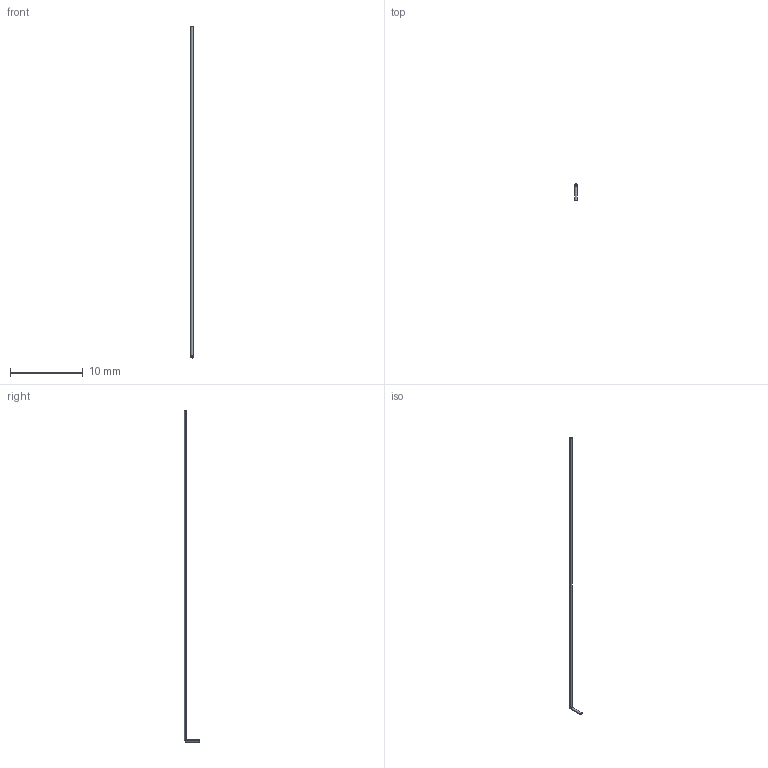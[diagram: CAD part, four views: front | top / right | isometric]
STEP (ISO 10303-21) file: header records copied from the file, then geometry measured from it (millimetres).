
FILE_DESCRIPTION((('zoo.dev export')), '2;1');
FILE_NAME('dump.step', '2026-02-13T00:36:59.571562133+00:00', ('Author unknown'), ('Organization unknown'), 'zoo.dev beta', 'zoo.dev', 'Authorization unknown');
FILE_SCHEMA(('AP203_CONFIGURATION_CONTROLLED_3D_DESIGN_OF_MECHANICAL_PARTS_AND_ASSEMBLIES_MIM_LF'));
Length unit declared in the file: metre
Products named in the file (1): UNIDENTIFIED_PRODUCT
Bounding box: 0.32 x 2.16 x 45.76 mm (x, y, z)
Volume: 3.8 mm3; surface area: 48.1 mm2
Topology: 1 solids, 1 shells, 8 faces, 15 edges, 9 vertices
Faces by surface type: cylinder 4, plane 4
Entity records: 292 total; most frequent: CARTESIAN_POINT 126, ORIENTED_EDGE 30, DIRECTION 28, EDGE_CURVE 15, AXIS2_PLACEMENT_3D 13, VERTEX_POINT 9, EDGE_LOOP 8, FACE_BOUND 8
